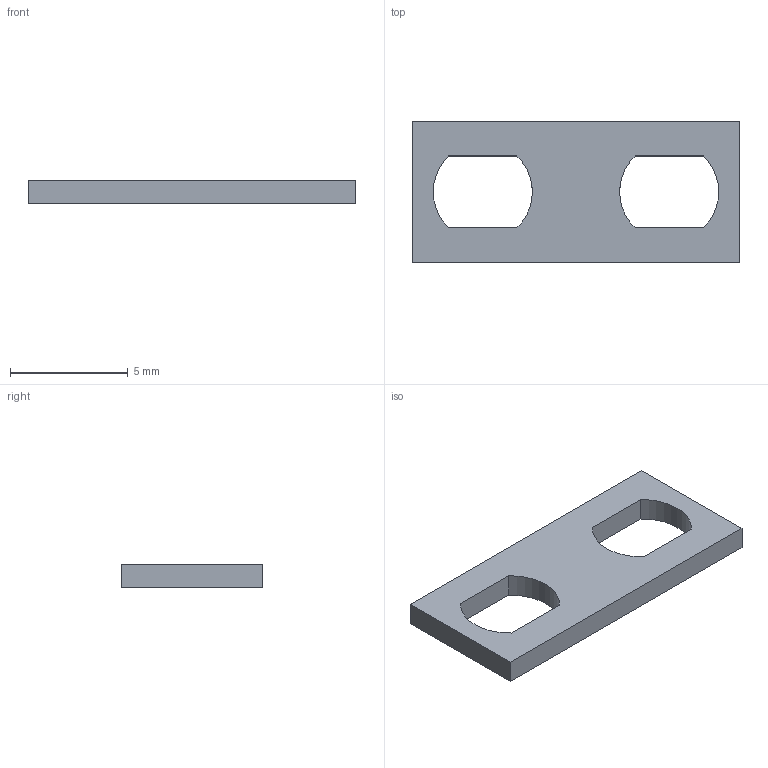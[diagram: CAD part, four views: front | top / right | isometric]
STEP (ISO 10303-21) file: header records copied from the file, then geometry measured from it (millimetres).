
FILE_DESCRIPTION(('CATIA V5R24 STEP','CAx-IF Rec.Pracs.--- Model Styling and Organization---1.2---2011-12-15'),'2;1');
FILE_NAME ('D1464874_0_9502540000_9502540000.stp','2016-08-10T11:14:24+00:00',('none'),('Weidmueller'),'CATIA Version 5-6 Release 2014 SP4','CATIA V5 STEP AP214','none');
FILE_SCHEMA(('AUTOMOTIVE_DESIGN { 1 0 10303 214 1 1 1 1 }'));
Length unit declared in the file: millimetre
Products named in the file (1): v5-standard_part
Bounding box: 13.9 x 6 x 1 mm (x, y, z)
Volume: 60.3 mm3; surface area: 185.5 mm2
Topology: 1 solids, 1 shells, 14 faces, 36 edges, 24 vertices
Faces by surface type: plane 10, cylinder 4
Entity records: 457 total; most frequent: CARTESIAN_POINT 76, ORIENTED_EDGE 72, DIRECTION 66, EDGE_CURVE 36, VECTOR 28, LINE 28, AXIS2_PLACEMENT_3D 24, VERTEX_POINT 24
